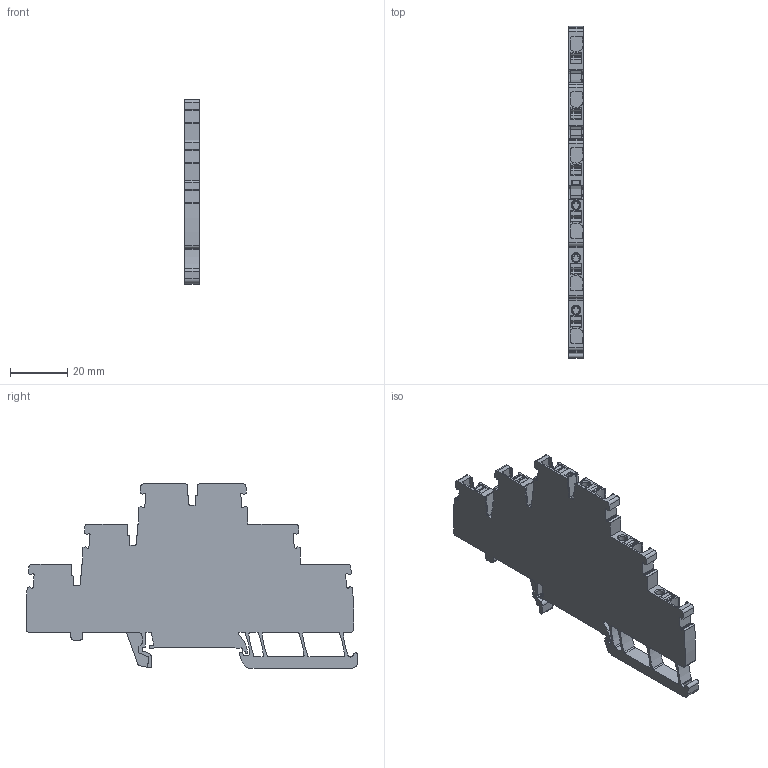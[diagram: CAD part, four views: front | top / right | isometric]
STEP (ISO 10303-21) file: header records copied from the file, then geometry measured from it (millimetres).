
FILE_DESCRIPTION(('CATIA V5 STEP Exchange','CAx-IF Rec.Pracs.--- Model Styling and Organization---1.5--- 2016-08-15','CAx-IF Rec.Pracs.---Supplemental Geometry---1.0---2011-11-01','CAx-IF Rec.Pracs.--- Composite Materials ---1.1---2010-07-15'),'2;1');
FILE_NAME ('9159669_3', '2024-05-28T05:06:04+00:00', ('none'), ('Weidmueller'), 'CATIA Version 5-6 Release 2022 SP4 HF5', 'CATIA V5 STEP AP214 v3', 'none');
FILE_SCHEMA(('AUTOMOTIVE_DESIGN { 1 0 10303 214 1 1 1 1 }'));
Length unit declared in the file: millimetre
Products named in the file (1): v5-standard_part
Bounding box: 5.1 x 115.58 x 64.15 mm (x, y, z)
Volume: 21781.4 mm3; surface area: 13565 mm2
Topology: 1 solids, 1 shells, 772 faces, 2250 edges, 1490 vertices
Faces by surface type: plane 361, cylinder 305, extrusion 96, cone 6, bspline 4
Entity records: 29098 total; most frequent: CARTESIAN_POINT 8967, ORIENTED_EDGE 4500, DIRECTION 3134, EDGE_CURVE 2250, VECTOR 1514, VERTEX_POINT 1490, LINE 1418, AXIS2_PLACEMENT_3D 1074
